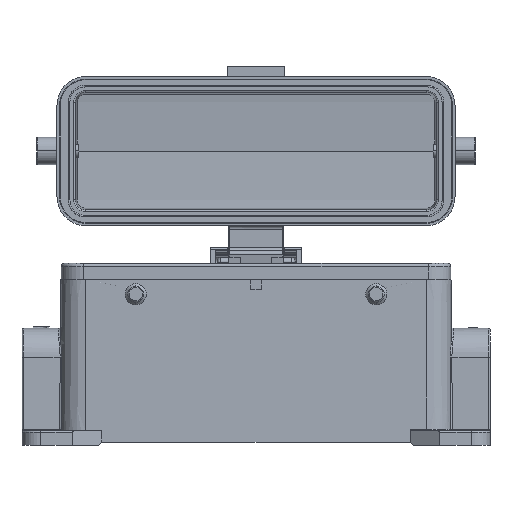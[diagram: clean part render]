
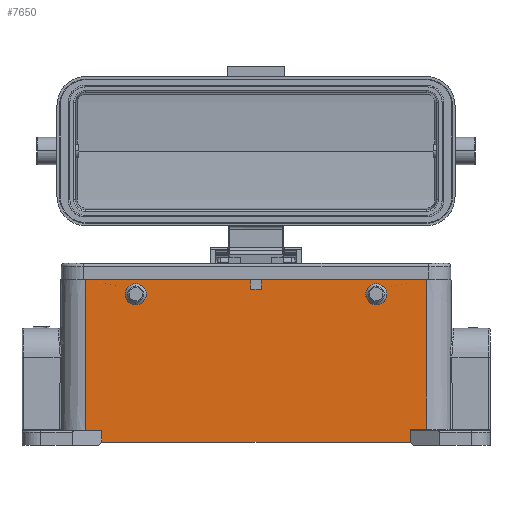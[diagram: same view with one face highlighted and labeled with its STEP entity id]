
A CAD part, left-side view. The second image highlights one B-rep face of the part: STEP entity #7650.
In plain terms, the highlighted planar face has unit normal (-1, 0, 0.009).
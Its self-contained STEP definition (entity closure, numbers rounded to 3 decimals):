
#281=ELLIPSE('',#27698,1.5,1.5);
#283=ELLIPSE('',#27701,1.5,1.5);
#2495=LINE('',#37592,#4172);
#2497=LINE('',#37596,#4174);
#2506=LINE('',#37614,#4183);
#2513=LINE('',#37635,#4190);
#2514=LINE('',#37637,#4191);
#2515=LINE('',#37639,#4192);
#2516=LINE('',#37640,#4193);
#2517=LINE('',#37642,#4194);
#2518=LINE('',#37644,#4195);
#2519=LINE('',#37645,#4196);
#2520=LINE('',#37647,#4197);
#2521=LINE('',#37649,#4198);
#4172=VECTOR('',#30531,1.);
#4174=VECTOR('',#30535,1.);
#4183=VECTOR('',#30548,1.);
#4190=VECTOR('',#30565,1.);
#4191=VECTOR('',#30568,1.);
#4192=VECTOR('',#30569,1.);
#4193=VECTOR('',#30570,1.);
#4194=VECTOR('',#30571,1.);
#4195=VECTOR('',#30572,1.);
#4196=VECTOR('',#30573,1.);
#4197=VECTOR('',#30574,1.);
#4198=VECTOR('',#30575,1.);
#7650=ADVANCED_FACE('',(#9766,#9767,#9768),#9256,.T.);
#9256=PLANE('',#27758);
#9766=FACE_BOUND('',#9985,.T.);
#9767=FACE_BOUND('',#9986,.T.);
#9768=FACE_BOUND('',#9987,.T.);
#9985=EDGE_LOOP('',(#11892,#11893,#11894,#11895,#11896,#11897,#11898,#11899,
#11900,#11901,#11902,#11903));
#9986=EDGE_LOOP('',(#11904));
#9987=EDGE_LOOP('',(#11905));
#11892=ORIENTED_EDGE('',*,*,#22630,.T.);
#11893=ORIENTED_EDGE('',*,*,#22618,.T.);
#11894=ORIENTED_EDGE('',*,*,#22629,.T.);
#11895=ORIENTED_EDGE('',*,*,#22631,.T.);
#11896=ORIENTED_EDGE('',*,*,#22609,.F.);
#11897=ORIENTED_EDGE('',*,*,#22607,.T.);
#11898=ORIENTED_EDGE('',*,*,#22632,.T.);
#11899=ORIENTED_EDGE('',*,*,#22633,.F.);
#11900=ORIENTED_EDGE('',*,*,#22634,.F.);
#11901=ORIENTED_EDGE('',*,*,#22635,.T.);
#11902=ORIENTED_EDGE('',*,*,#22636,.T.);
#11903=ORIENTED_EDGE('',*,*,#22637,.T.);
#11904=ORIENTED_EDGE('',*,*,#22533,.T.);
#11905=ORIENTED_EDGE('',*,*,#22531,.T.);
#19936=VERTEX_POINT('',#37401);
#19938=VERTEX_POINT('',#37406);
#19960=VERTEX_POINT('',#37456);
#20000=VERTEX_POINT('',#37591);
#20001=VERTEX_POINT('',#37593);
#20002=VERTEX_POINT('',#37597);
#20009=VERTEX_POINT('',#37615);
#20010=VERTEX_POINT('',#37616);
#20017=VERTEX_POINT('',#37634);
#20018=VERTEX_POINT('',#37638);
#20019=VERTEX_POINT('',#37641);
#20020=VERTEX_POINT('',#37643);
#20021=VERTEX_POINT('',#37646);
#20022=VERTEX_POINT('',#37648);
#22531=EDGE_CURVE('',#19936,#19936,#281,.T.);
#22533=EDGE_CURVE('',#19938,#19938,#283,.T.);
#22607=EDGE_CURVE('',#20001,#20000,#2495,.T.);
#22609=EDGE_CURVE('',#20001,#20002,#2497,.T.);
#22618=EDGE_CURVE('',#20009,#20010,#2506,.T.);
#22629=EDGE_CURVE('',#20010,#20017,#2513,.T.);
#22630=EDGE_CURVE('',#20018,#20009,#2514,.T.);
#22631=EDGE_CURVE('',#20017,#20002,#2515,.T.);
#22632=EDGE_CURVE('',#20000,#20019,#2516,.T.);
#22633=EDGE_CURVE('',#20020,#20019,#2517,.T.);
#22634=EDGE_CURVE('',#19960,#20020,#2518,.T.);
#22635=EDGE_CURVE('',#19960,#20021,#2519,.T.);
#22636=EDGE_CURVE('',#20021,#20022,#2520,.T.);
#22637=EDGE_CURVE('',#20022,#20018,#2521,.T.);
#27698=AXIS2_PLACEMENT_3D('',#37400,#30393,#30394);
#27701=AXIS2_PLACEMENT_3D('',#37405,#30399,#30400);
#27758=AXIS2_PLACEMENT_3D('',#37650,#30576,#30577);
#30393=DIRECTION('',(1.,0.,-0.009));
#30394=DIRECTION('',(-0.009,0.,-1.));
#30399=DIRECTION('',(1.,0.,-0.009));
#30400=DIRECTION('',(-0.009,0.,-1.));
#30531=DIRECTION('',(0.,1.,0.));
#30535=DIRECTION('',(-0.009,0.,-1.));
#30548=DIRECTION('',(0.,1.,0.));
#30565=DIRECTION('',(-0.009,0.,-1.));
#30568=DIRECTION('',(0.009,0.,1.));
#30569=DIRECTION('',(0.,1.,0.));
#30570=DIRECTION('',(-0.009,0.,-1.));
#30571=DIRECTION('',(0.,1.,0.));
#30572=DIRECTION('',(0.009,0.,1.));
#30573=DIRECTION('',(0.,-1.,0.));
#30574=DIRECTION('',(0.009,0.,1.));
#30575=DIRECTION('',(0.,-1.,0.));
#30576=DIRECTION('',(-1.,0.,0.009));
#30577=DIRECTION('',(0.,1.,0.));
#37400=CARTESIAN_POINT('',(-21.539,37.,46.5));
#37401=CARTESIAN_POINT('',(-21.552,37.,45.));
#37405=CARTESIAN_POINT('',(-21.539,-37.,46.5));
#37406=CARTESIAN_POINT('',(-21.552,-37.,45.));
#37456=CARTESIAN_POINT('',(-21.936,47.5,1.));
#37591=CARTESIAN_POINT('',(-21.5,52.5,51.));
#37592=CARTESIAN_POINT('',(-21.5,1.6,51.));
#37593=CARTESIAN_POINT('',(-21.5,1.6,51.));
#37596=CARTESIAN_POINT('',(-21.5,1.6,51.));
#37597=CARTESIAN_POINT('',(-21.526,1.6,48.));
#37614=CARTESIAN_POINT('',(-21.5,-52.5,51.));
#37615=CARTESIAN_POINT('',(-21.5,-52.5,51.));
#37616=CARTESIAN_POINT('',(-21.5,-1.6,51.));
#37634=CARTESIAN_POINT('',(-21.526,-1.6,48.));
#37635=CARTESIAN_POINT('',(-21.5,-1.6,51.));
#37637=CARTESIAN_POINT('',(-21.901,-52.5,4.996));
#37638=CARTESIAN_POINT('',(-21.901,-52.5,4.996));
#37639=CARTESIAN_POINT('',(-21.526,-1.6,48.));
#37640=CARTESIAN_POINT('',(-21.5,52.5,51.));
#37641=CARTESIAN_POINT('',(-21.906,52.5,4.5));
#37642=CARTESIAN_POINT('',(-21.906,47.5,4.5));
#37643=CARTESIAN_POINT('',(-21.906,47.5,4.5));
#37644=CARTESIAN_POINT('',(-21.936,47.5,1.));
#37645=CARTESIAN_POINT('',(-21.936,47.5,1.));
#37646=CARTESIAN_POINT('',(-21.936,-47.5,1.));
#37647=CARTESIAN_POINT('',(-21.936,-47.5,1.));
#37648=CARTESIAN_POINT('',(-21.901,-47.5,4.996));
#37649=CARTESIAN_POINT('',(-21.901,-47.5,4.996));
#37650=CARTESIAN_POINT('',(-21.5,55.148,51.));
